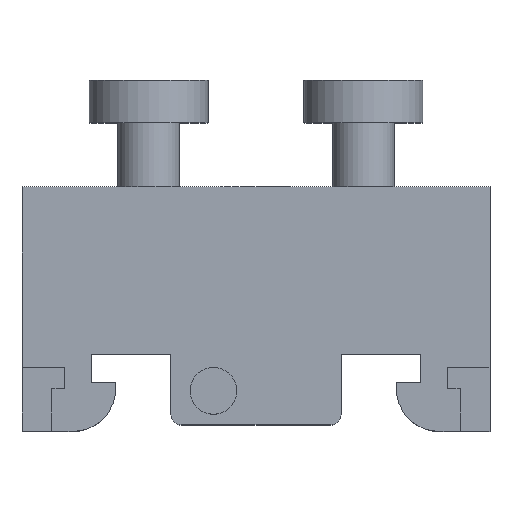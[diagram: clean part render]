
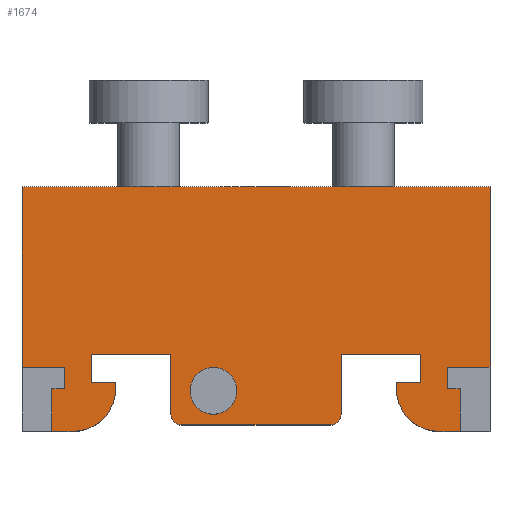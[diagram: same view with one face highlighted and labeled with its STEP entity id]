
A CAD part, top view. The second image highlights one B-rep face of the part: STEP entity #1674.
In plain terms, the highlighted planar face has unit normal (0, 0, 1).
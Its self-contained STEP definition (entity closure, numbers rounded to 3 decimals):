
#451=DIRECTION('',(-1.,0.,0.));
#452=VECTOR('',#451,2.);
#453=CARTESIAN_POINT('',(11.,-2.75,3.));
#454=LINE('',#453,#452);
#455=DIRECTION('',(0.,-1.,0.));
#456=VECTOR('',#455,1.);
#457=CARTESIAN_POINT('',(9.,-2.75,3.));
#458=LINE('',#457,#456);
#459=DIRECTION('',(1.,0.,0.));
#460=VECTOR('',#459,0.6);
#461=CARTESIAN_POINT('',(9.,-3.75,3.));
#462=LINE('',#461,#460);
#463=DIRECTION('',(0.,1.,0.));
#464=VECTOR('',#463,2.);
#465=CARTESIAN_POINT('',(9.6,-5.75,3.));
#466=LINE('',#465,#464);
#467=DIRECTION('',(1.,0.,0.));
#468=VECTOR('',#467,1.);
#469=CARTESIAN_POINT('',(8.6,-5.75,3.));
#470=LINE('',#469,#468);
#471=CARTESIAN_POINT('',(8.6,-3.75,3.));
#472=DIRECTION('',(0.,0.,1.));
#473=DIRECTION('',(-1.,0.,0.));
#474=AXIS2_PLACEMENT_3D('',#471,#472,#473);
#476=DIRECTION('',(0.,-1.,0.));
#477=VECTOR('',#476,0.3);
#478=CARTESIAN_POINT('',(6.6,-3.45,3.));
#479=LINE('',#478,#477);
#480=DIRECTION('',(-1.,0.,0.));
#481=VECTOR('',#480,1.15);
#482=CARTESIAN_POINT('',(7.75,-3.45,3.));
#483=LINE('',#482,#481);
#484=DIRECTION('',(0.,-1.,0.));
#485=VECTOR('',#484,1.3);
#486=CARTESIAN_POINT('',(7.75,-2.15,3.));
#487=LINE('',#486,#485);
#488=DIRECTION('',(1.,0.,0.));
#489=VECTOR('',#488,3.75);
#490=CARTESIAN_POINT('',(4.,-2.15,3.));
#491=LINE('',#490,#489);
#492=DIRECTION('',(0.,1.,0.));
#493=VECTOR('',#492,2.8);
#494=CARTESIAN_POINT('',(4.,-4.95,3.));
#495=LINE('',#494,#493);
#496=CARTESIAN_POINT('',(3.5,-4.95,3.));
#497=DIRECTION('',(0.,0.,1.));
#498=DIRECTION('',(0.,-1.,0.));
#499=AXIS2_PLACEMENT_3D('',#496,#497,#498);
#501=DIRECTION('',(1.,0.,0.));
#502=VECTOR('',#501,7.);
#503=CARTESIAN_POINT('',(-3.5,-5.45,3.));
#504=LINE('',#503,#502);
#505=CARTESIAN_POINT('',(-3.5,-4.95,3.));
#506=DIRECTION('',(0.,0.,1.));
#507=DIRECTION('',(-1.,0.,0.));
#508=AXIS2_PLACEMENT_3D('',#505,#506,#507);
#510=DIRECTION('',(0.,-1.,0.));
#511=VECTOR('',#510,2.8);
#512=CARTESIAN_POINT('',(-4.,-2.15,3.));
#513=LINE('',#512,#511);
#514=DIRECTION('',(1.,0.,0.));
#515=VECTOR('',#514,3.75);
#516=CARTESIAN_POINT('',(-7.75,-2.15,3.));
#517=LINE('',#516,#515);
#518=DIRECTION('',(0.,1.,0.));
#519=VECTOR('',#518,1.3);
#520=CARTESIAN_POINT('',(-7.75,-3.45,3.));
#521=LINE('',#520,#519);
#522=DIRECTION('',(-1.,0.,0.));
#523=VECTOR('',#522,1.15);
#524=CARTESIAN_POINT('',(-6.6,-3.45,3.));
#525=LINE('',#524,#523);
#526=DIRECTION('',(0.,1.,0.));
#527=VECTOR('',#526,0.3);
#528=CARTESIAN_POINT('',(-6.6,-3.75,3.));
#529=LINE('',#528,#527);
#530=CARTESIAN_POINT('',(-8.6,-3.75,3.));
#531=DIRECTION('',(0.,0.,1.));
#532=DIRECTION('',(0.,-1.,0.));
#533=AXIS2_PLACEMENT_3D('',#530,#531,#532);
#535=DIRECTION('',(1.,0.,0.));
#536=VECTOR('',#535,1.);
#537=CARTESIAN_POINT('',(-9.6,-5.75,3.));
#538=LINE('',#537,#536);
#539=DIRECTION('',(0.,1.,0.));
#540=VECTOR('',#539,2.);
#541=CARTESIAN_POINT('',(-9.6,-5.75,3.));
#542=LINE('',#541,#540);
#543=DIRECTION('',(1.,0.,0.));
#544=VECTOR('',#543,0.6);
#545=CARTESIAN_POINT('',(-9.6,-3.75,3.));
#546=LINE('',#545,#544);
#547=DIRECTION('',(0.,1.,0.));
#548=VECTOR('',#547,1.);
#549=CARTESIAN_POINT('',(-9.,-3.75,3.));
#550=LINE('',#549,#548);
#551=DIRECTION('',(1.,0.,0.));
#552=VECTOR('',#551,2.);
#553=CARTESIAN_POINT('',(-11.,-2.75,3.));
#554=LINE('',#553,#552);
#555=DIRECTION('',(0.,-1.,0.));
#556=VECTOR('',#555,8.5);
#557=CARTESIAN_POINT('',(-11.,5.75,3.));
#558=LINE('',#557,#556);
#559=DIRECTION('',(-1.,0.,0.));
#560=VECTOR('',#559,22.);
#561=CARTESIAN_POINT('',(11.,5.75,3.));
#562=LINE('',#561,#560);
#563=DIRECTION('',(0.,1.,0.));
#564=VECTOR('',#563,8.5);
#565=CARTESIAN_POINT('',(11.,-2.75,3.));
#566=LINE('',#565,#564);
#567=CARTESIAN_POINT('',(-2.,-3.85,3.));
#568=DIRECTION('',(0.,0.,1.));
#569=DIRECTION('',(1.,0.,0.));
#570=AXIS2_PLACEMENT_3D('',#567,#568,#569);
#572=CARTESIAN_POINT('',(-2.,-3.85,3.));
#573=DIRECTION('',(0.,0.,1.));
#574=DIRECTION('',(-1.,0.,0.));
#575=AXIS2_PLACEMENT_3D('',#572,#573,#574);
#737=CARTESIAN_POINT('',(-7.75,-3.45,3.));
#738=CARTESIAN_POINT('',(-7.75,-2.15,3.));
#739=VERTEX_POINT('',#737);
#740=VERTEX_POINT('',#738);
#741=CARTESIAN_POINT('',(-4.,-2.15,3.));
#742=VERTEX_POINT('',#741);
#743=CARTESIAN_POINT('',(-4.,-4.95,3.));
#744=VERTEX_POINT('',#743);
#745=CARTESIAN_POINT('',(-3.5,-5.45,3.));
#746=VERTEX_POINT('',#745);
#747=CARTESIAN_POINT('',(3.5,-5.45,3.));
#748=VERTEX_POINT('',#747);
#749=CARTESIAN_POINT('',(4.,-4.95,3.));
#750=VERTEX_POINT('',#749);
#751=CARTESIAN_POINT('',(4.,-2.15,3.));
#752=VERTEX_POINT('',#751);
#753=CARTESIAN_POINT('',(7.75,-2.15,3.));
#754=VERTEX_POINT('',#753);
#755=CARTESIAN_POINT('',(7.75,-3.45,3.));
#756=VERTEX_POINT('',#755);
#757=CARTESIAN_POINT('',(6.6,-3.45,3.));
#758=VERTEX_POINT('',#757);
#759=CARTESIAN_POINT('',(6.6,-3.75,3.));
#760=VERTEX_POINT('',#759);
#761=CARTESIAN_POINT('',(8.6,-5.75,3.));
#762=VERTEX_POINT('',#761);
#763=CARTESIAN_POINT('',(11.,5.75,3.));
#764=CARTESIAN_POINT('',(-11.,5.75,3.));
#765=VERTEX_POINT('',#763);
#766=VERTEX_POINT('',#764);
#767=CARTESIAN_POINT('',(-8.6,-5.75,3.));
#768=CARTESIAN_POINT('',(-6.6,-3.75,3.));
#769=VERTEX_POINT('',#767);
#770=VERTEX_POINT('',#768);
#771=CARTESIAN_POINT('',(-6.6,-3.45,3.));
#772=VERTEX_POINT('',#771);
#797=CARTESIAN_POINT('',(11.,-2.75,3.));
#798=CARTESIAN_POINT('',(9.,-2.75,3.));
#799=VERTEX_POINT('',#797);
#800=VERTEX_POINT('',#798);
#801=CARTESIAN_POINT('',(9.,-3.75,3.));
#802=VERTEX_POINT('',#801);
#803=CARTESIAN_POINT('',(9.6,-3.75,3.));
#804=VERTEX_POINT('',#803);
#805=CARTESIAN_POINT('',(9.6,-5.75,3.));
#806=VERTEX_POINT('',#805);
#807=CARTESIAN_POINT('',(-9.6,-5.75,3.));
#808=CARTESIAN_POINT('',(-9.6,-3.75,3.));
#809=VERTEX_POINT('',#807);
#810=VERTEX_POINT('',#808);
#811=CARTESIAN_POINT('',(-9.,-3.75,3.));
#812=VERTEX_POINT('',#811);
#813=CARTESIAN_POINT('',(-9.,-2.75,3.));
#814=VERTEX_POINT('',#813);
#815=CARTESIAN_POINT('',(-11.,-2.75,3.));
#816=VERTEX_POINT('',#815);
#865=CARTESIAN_POINT('',(-0.9,-3.85,3.));
#866=CARTESIAN_POINT('',(-3.1,-3.85,3.));
#867=VERTEX_POINT('',#865);
#868=VERTEX_POINT('',#866);
#1625=CARTESIAN_POINT('',(0.,0.,3.));
#1626=DIRECTION('',(0.,0.,1.));
#1627=DIRECTION('',(1.,0.,0.));
#1628=AXIS2_PLACEMENT_3D('',#1625,#1626,#1627);
#1629=PLANE('',#1628);
#1631=ORIENTED_EDGE('',*,*,#1630,.T.);
#1633=ORIENTED_EDGE('',*,*,#1632,.T.);
#1635=ORIENTED_EDGE('',*,*,#1634,.T.);
#1637=ORIENTED_EDGE('',*,*,#1636,.F.);
#1638=ORIENTED_EDGE('',*,*,#1074,.F.);
#1639=ORIENTED_EDGE('',*,*,#1129,.F.);
#1640=ORIENTED_EDGE('',*,*,#1143,.F.);
#1641=ORIENTED_EDGE('',*,*,#1157,.F.);
#1642=ORIENTED_EDGE('',*,*,#1171,.F.);
#1643=ORIENTED_EDGE('',*,*,#1185,.F.);
#1644=ORIENTED_EDGE('',*,*,#1199,.F.);
#1645=ORIENTED_EDGE('',*,*,#1213,.F.);
#1646=ORIENTED_EDGE('',*,*,#1227,.F.);
#1647=ORIENTED_EDGE('',*,*,#1247,.F.);
#1648=ORIENTED_EDGE('',*,*,#1261,.F.);
#1649=ORIENTED_EDGE('',*,*,#1275,.F.);
#1650=ORIENTED_EDGE('',*,*,#1289,.F.);
#1651=ORIENTED_EDGE('',*,*,#1303,.F.);
#1652=ORIENTED_EDGE('',*,*,#1317,.F.);
#1653=ORIENTED_EDGE('',*,*,#1331,.F.);
#1654=ORIENTED_EDGE('',*,*,#1352,.F.);
#1656=ORIENTED_EDGE('',*,*,#1655,.T.);
#1658=ORIENTED_EDGE('',*,*,#1657,.T.);
#1660=ORIENTED_EDGE('',*,*,#1659,.T.);
#1662=ORIENTED_EDGE('',*,*,#1661,.F.);
#1663=ORIENTED_EDGE('',*,*,#1421,.F.);
#1664=ORIENTED_EDGE('',*,*,#1437,.F.);
#1665=ORIENTED_EDGE('',*,*,#1017,.F.);
#1666=EDGE_LOOP('',(#1631,#1633,#1635,#1637,#1638,#1639,#1640,#1641,#1642,#1643,
#1644,#1645,#1646,#1647,#1648,#1649,#1650,#1651,#1652,#1653,#1654,#1656,#1658,
#1660,#1662,#1663,#1664,#1665));
#1667=FACE_OUTER_BOUND('',#1666,.F.);
#1669=ORIENTED_EDGE('',*,*,#1668,.T.);
#1671=ORIENTED_EDGE('',*,*,#1670,.T.);
#1672=EDGE_LOOP('',(#1669,#1671));
#1673=FACE_BOUND('',#1672,.F.);
#475=CIRCLE('',#474,2.);
#500=CIRCLE('',#499,0.5);
#509=CIRCLE('',#508,0.5);
#534=CIRCLE('',#533,2.);
#571=CIRCLE('',#570,1.1);
#576=CIRCLE('',#575,1.1);
#1017=EDGE_CURVE('',#799,#765,#566,.T.);
#1074=EDGE_CURVE('',#762,#806,#470,.T.);
#1129=EDGE_CURVE('',#760,#762,#475,.T.);
#1143=EDGE_CURVE('',#758,#760,#479,.T.);
#1157=EDGE_CURVE('',#756,#758,#483,.T.);
#1171=EDGE_CURVE('',#754,#756,#487,.T.);
#1185=EDGE_CURVE('',#752,#754,#491,.T.);
#1199=EDGE_CURVE('',#750,#752,#495,.T.);
#1213=EDGE_CURVE('',#748,#750,#500,.T.);
#1227=EDGE_CURVE('',#746,#748,#504,.T.);
#1247=EDGE_CURVE('',#744,#746,#509,.T.);
#1261=EDGE_CURVE('',#742,#744,#513,.T.);
#1275=EDGE_CURVE('',#740,#742,#517,.T.);
#1289=EDGE_CURVE('',#739,#740,#521,.T.);
#1303=EDGE_CURVE('',#772,#739,#525,.T.);
#1317=EDGE_CURVE('',#770,#772,#529,.T.);
#1331=EDGE_CURVE('',#769,#770,#534,.T.);
#1352=EDGE_CURVE('',#809,#769,#538,.T.);
#1421=EDGE_CURVE('',#766,#816,#558,.T.);
#1437=EDGE_CURVE('',#765,#766,#562,.T.);
#1630=EDGE_CURVE('',#799,#800,#454,.T.);
#1632=EDGE_CURVE('',#800,#802,#458,.T.);
#1634=EDGE_CURVE('',#802,#804,#462,.T.);
#1636=EDGE_CURVE('',#806,#804,#466,.T.);
#1655=EDGE_CURVE('',#809,#810,#542,.T.);
#1657=EDGE_CURVE('',#810,#812,#546,.T.);
#1659=EDGE_CURVE('',#812,#814,#550,.T.);
#1661=EDGE_CURVE('',#816,#814,#554,.T.);
#1668=EDGE_CURVE('',#867,#868,#571,.T.);
#1670=EDGE_CURVE('',#868,#867,#576,.T.);
#1674=ADVANCED_FACE('',(#1667,#1673),#1629,.T.);
